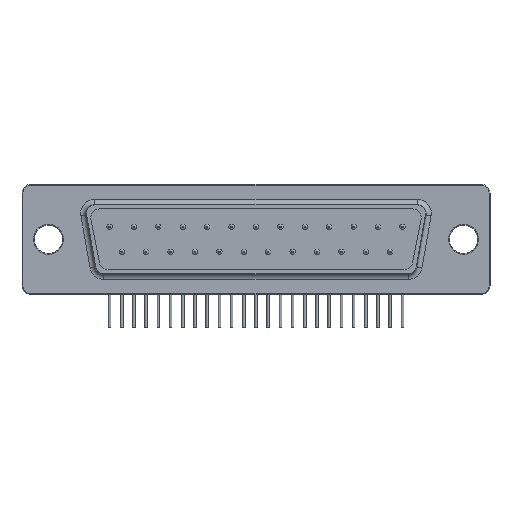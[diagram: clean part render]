
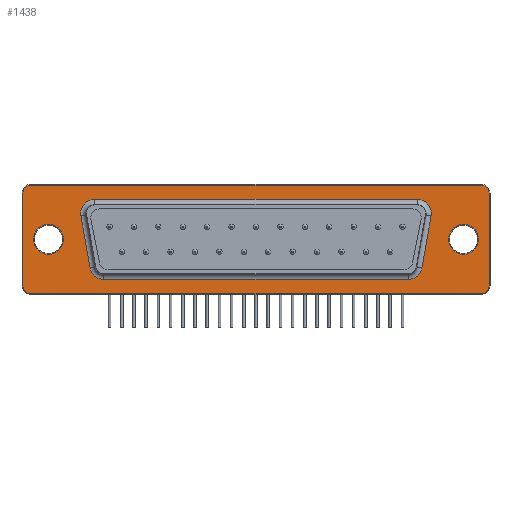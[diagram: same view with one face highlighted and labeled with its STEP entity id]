
A CAD part, front view. The second image highlights one B-rep face of the part: STEP entity #1438.
In plain terms, the highlighted planar face has unit normal (0, -1, 0).
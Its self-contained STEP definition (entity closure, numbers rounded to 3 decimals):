
#29=DIRECTION('',(0.,-1.,0.));
#30=DIRECTION('',(0.,0.,1.));
#45=DIRECTION('',(0.985,0.,-0.173));
#60=DIRECTION('',(0.,0.,-1.));
#66=VECTOR('',#67,1.);
#67=DIRECTION('',(1.,0.,0.));
#75=DIRECTION('',(-0.985,0.,-0.173));
#119=VECTOR('',#120,1.);
#120=DIRECTION('',(-1.,0.,0.));
#171=DIRECTION('',(0.,1.,0.));
#461=CARTESIAN_POINT('',(-1.669,-12.54,9.2));
#491=VECTOR('',#492,1.);
#492=DIRECTION('',(-0.173,0.,0.985));
#513=CARTESIAN_POINT('',(34.909,-12.54,9.2));
#531=CARTESIAN_POINT('',(-0.635,-12.54,3.3));
#544=VECTOR('',#545,1.);
#545=DIRECTION('',(-0.173,0.,-0.985));
#575=CARTESIAN_POINT('',(33.875,-12.54,3.3));
#818=VERTEX_POINT('',#819);
#819=CARTESIAN_POINT('',(-3.245,-12.54,8.924));
#827=VERTEX_POINT('',#828);
#828=CARTESIAN_POINT('',(-1.669,-12.54,10.8));
#835=EDGE_CURVE('',#818,#827,#836,.T.);
#836=CIRCLE('',#837,1.6);
#837=AXIS2_PLACEMENT_3D('',#461,#171,#75);
#843=ORIENTED_EDGE('',*,*,#844,.T.);
#844=EDGE_CURVE('',#827,#845,#847,.T.);
#845=VERTEX_POINT('',#846);
#846=CARTESIAN_POINT('',(34.909,-12.54,10.8));
#847=LINE('',#828,#66);
#860=VERTEX_POINT('',#861);
#861=CARTESIAN_POINT('',(-2.211,-12.54,3.024));
#865=ORIENTED_EDGE('',*,*,#866,.T.);
#866=EDGE_CURVE('',#860,#818,#867,.T.);
#867=LINE('',#861,#491);
#875=VERTEX_POINT('',#876);
#876=CARTESIAN_POINT('',(36.485,-12.54,8.924));
#881=EDGE_CURVE('',#845,#875,#882,.T.);
#882=CIRCLE('',#883,1.6);
#883=AXIS2_PLACEMENT_3D('',#513,#171,#30);
#891=VERTEX_POINT('',#892);
#892=CARTESIAN_POINT('',(-0.635,-12.54,1.7));
#897=EDGE_CURVE('',#891,#860,#898,.T.);
#898=CIRCLE('',#899,1.6);
#899=AXIS2_PLACEMENT_3D('',#531,#171,#60);
#905=ORIENTED_EDGE('',*,*,#906,.T.);
#906=EDGE_CURVE('',#875,#907,#909,.T.);
#907=VERTEX_POINT('',#908);
#908=CARTESIAN_POINT('',(35.451,-12.54,3.024));
#909=LINE('',#876,#544);
#923=VERTEX_POINT('',#924);
#924=CARTESIAN_POINT('',(33.875,-12.54,1.7));
#930=ORIENTED_EDGE('',*,*,#931,.T.);
#931=EDGE_CURVE('',#923,#891,#932,.T.);
#932=LINE('',#924,#119);
#939=EDGE_CURVE('',#907,#923,#940,.T.);
#940=CIRCLE('',#941,1.6);
#941=AXIS2_PLACEMENT_3D('',#575,#171,#45);
#1438=ADVANCED_FACE('',(#1439,#1445,#1497,#1506),#1515,.T.);
#1439=FACE_BOUND('',#1440,.T.);
#1440=EDGE_LOOP('',(#1441,#905,#1442,#930,#1443,#865,#1444,#843));
#1441=ORIENTED_EDGE('',*,*,#881,.T.);
#1442=ORIENTED_EDGE('',*,*,#939,.T.);
#1443=ORIENTED_EDGE('',*,*,#897,.T.);
#1444=ORIENTED_EDGE('',*,*,#835,.T.);
#1445=FACE_BOUND('',#1446,.T.);
#1446=EDGE_LOOP('',(#1447,#1456,#1462,#1469,#1474,#1481,#1487,#1494));
#1447=ORIENTED_EDGE('',*,*,#1448,.T.);
#1448=EDGE_CURVE('',#1449,#1451,#1453,.T.);
#1449=VERTEX_POINT('',#1450);
#1450=CARTESIAN_POINT('',(-8.93,-12.54,12.4));
#1451=VERTEX_POINT('',#1452);
#1452=CARTESIAN_POINT('',(-9.83,-12.54,11.5));
#1453=CIRCLE('',#1454,0.9);
#1454=AXIS2_PLACEMENT_3D('',#1455,#29,#30);
#1455=CARTESIAN_POINT('',(-8.93,-12.54,11.5));
#1456=ORIENTED_EDGE('',*,*,#1457,.T.);
#1457=EDGE_CURVE('',#1451,#1458,#1460,.T.);
#1458=VERTEX_POINT('',#1459);
#1459=CARTESIAN_POINT('',(-9.83,-12.54,1.));
#1460=LINE('',#1452,#1461);
#1461=VECTOR('',#60,1.);
#1462=ORIENTED_EDGE('',*,*,#1463,.T.);
#1463=EDGE_CURVE('',#1458,#1464,#1466,.T.);
#1464=VERTEX_POINT('',#1465);
#1465=CARTESIAN_POINT('',(-8.93,-12.54,0.1));
#1466=CIRCLE('',#1467,0.9);
#1467=AXIS2_PLACEMENT_3D('',#1468,#29,#120);
#1468=CARTESIAN_POINT('',(-8.93,-12.54,1.));
#1469=ORIENTED_EDGE('',*,*,#1470,.T.);
#1470=EDGE_CURVE('',#1464,#1471,#1473,.T.);
#1471=VERTEX_POINT('',#1472);
#1472=CARTESIAN_POINT('',(42.17,-12.54,0.1));
#1473=LINE('',#1465,#66);
#1474=ORIENTED_EDGE('',*,*,#1475,.T.);
#1475=EDGE_CURVE('',#1471,#1476,#1478,.T.);
#1476=VERTEX_POINT('',#1477);
#1477=CARTESIAN_POINT('',(43.07,-12.54,1.));
#1478=CIRCLE('',#1479,0.9);
#1479=AXIS2_PLACEMENT_3D('',#1480,#29,#60);
#1480=CARTESIAN_POINT('',(42.17,-12.54,1.));
#1481=ORIENTED_EDGE('',*,*,#1482,.T.);
#1482=EDGE_CURVE('',#1476,#1483,#1485,.T.);
#1483=VERTEX_POINT('',#1484);
#1484=CARTESIAN_POINT('',(43.07,-12.54,11.5));
#1485=LINE('',#1477,#1486);
#1486=VECTOR('',#30,1.);
#1487=ORIENTED_EDGE('',*,*,#1488,.T.);
#1488=EDGE_CURVE('',#1483,#1489,#1491,.T.);
#1489=VERTEX_POINT('',#1490);
#1490=CARTESIAN_POINT('',(42.17,-12.54,12.4));
#1491=CIRCLE('',#1492,0.9);
#1492=AXIS2_PLACEMENT_3D('',#1493,#29,#67);
#1493=CARTESIAN_POINT('',(42.17,-12.54,11.5));
#1494=ORIENTED_EDGE('',*,*,#1495,.T.);
#1495=EDGE_CURVE('',#1489,#1449,#1496,.T.);
#1496=LINE('',#1490,#119);
#1497=FACE_BOUND('',#1498,.T.);
#1498=EDGE_LOOP('',(#1499));
#1499=ORIENTED_EDGE('',*,*,#1500,.F.);
#1500=EDGE_CURVE('',#1501,#1501,#1503,.T.);
#1501=VERTEX_POINT('',#1502);
#1502=CARTESIAN_POINT('',(41.87,-12.54,6.25));
#1503=CIRCLE('',#1504,1.7);
#1504=AXIS2_PLACEMENT_3D('',#1505,#29,#67);
#1505=CARTESIAN_POINT('',(40.17,-12.54,6.25));
#1506=FACE_BOUND('',#1507,.T.);
#1507=EDGE_LOOP('',(#1508));
#1508=ORIENTED_EDGE('',*,*,#1509,.F.);
#1509=EDGE_CURVE('',#1510,#1510,#1512,.T.);
#1510=VERTEX_POINT('',#1511);
#1511=CARTESIAN_POINT('',(-5.23,-12.54,6.25));
#1512=CIRCLE('',#1513,1.7);
#1513=AXIS2_PLACEMENT_3D('',#1514,#29,#67);
#1514=CARTESIAN_POINT('',(-6.93,-12.54,6.25));
#1515=PLANE('',#1516);
#1516=AXIS2_PLACEMENT_3D('',#1517,#29,#67);
#1517=CARTESIAN_POINT('',(16.62,-12.54,6.25));
